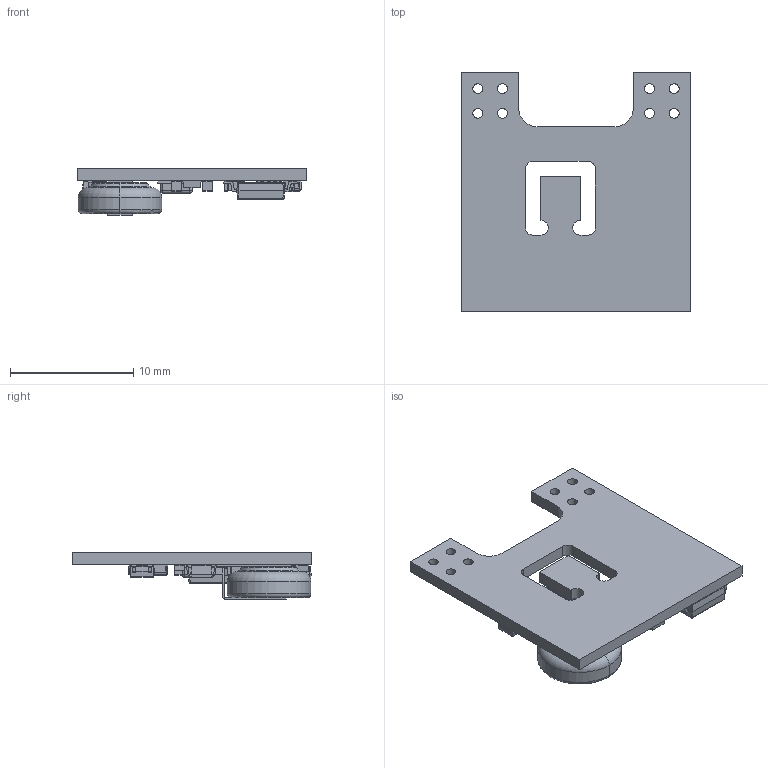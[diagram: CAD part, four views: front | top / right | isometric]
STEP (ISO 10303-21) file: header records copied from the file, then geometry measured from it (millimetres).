
FILE_DESCRIPTION(('Open CASCADE Model'),'2;1');
FILE_NAME('Open CASCADE Shape Model','2022-07-15T13:44:03',('Author'),( 'Open CASCADE'),'Open CASCADE STEP processor 6.8','Open CASCADE 6.8' ,'Unknown');
FILE_SCHEMA(('AUTOMOTIVE_DESIGN { 1 0 10303 214 1 1 1 1 }'));
Length unit declared in the file: millimetre
Products named in the file (31): PCB; Board; Open CASCADE STEP translator 6.8 5.1.1; C4; 0402_cap; U4; DFN-8-1EP_3x2mm_P0.5mm_EP1.75x1.45mm; BAT1; MS621FE-FL11E; X1; EPSON_SG-3030CM; VD1; sot-323; U3; SO-8; U2; U1; WS2812-2020; R1; 0603_resistor; D1; SOD-323; C3; 0603_cap; C2; C1; C5; U5; AHT20_Sensor; P2; P1
Assembly tree (34 placements, depth 3):
  PCB
    Board
      Open CASCADE STEP translator 6.8 5.1.1
    C4
      0402_cap
    U4
      DFN-8-1EP_3x2mm_P0.5mm_EP1.75x1.45mm
    BAT1
      MS621FE-FL11E
    X1
      EPSON_SG-3030CM
    VD1
      sot-323
    U3
      SO-8
    U2
      SO-8
    U1
      WS2812-2020
    R1
      0603_resistor
    D1
      SOD-323
    C3
      0603_cap
    C2
      0603_cap
    C1
      0603_cap
    C5
      0603_cap
    U5
      AHT20_Sensor
    P2
    P1
Bounding box: 18.66 x 19.5 x 3.8 mm (x, y, z)
Volume: 465.8 mm3; surface area: 1189 mm2
Topology: 24 solids, 24 shells, 1286 faces, 3309 edges, 2007 vertices
Faces by surface type: plane 704, cylinder 360, sphere 116, bspline 92, torus 10, cone 4
Full cylindrical faces by diameter (mm): 0.4 x1, 0.8 x8
Entity records: 40138 total; most frequent: CARTESIAN_POINT 11751, ORIENTED_EDGE 5046, DIRECTION 4627, EDGE_CURVE 2523, LINE 1811, VECTOR 1811, VERTEX_POINT 1619, AXIS2_PLACEMENT_3D 1408
